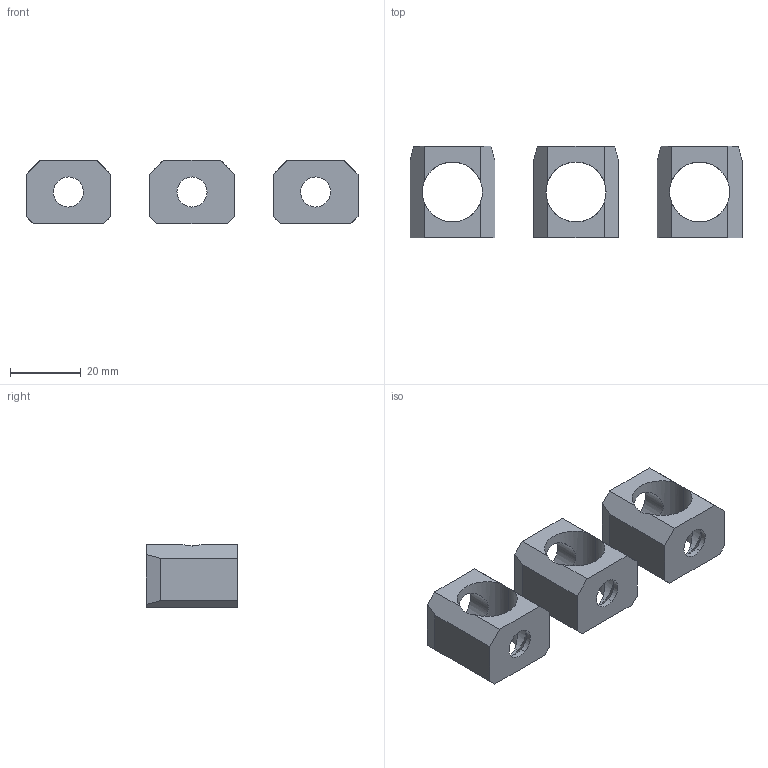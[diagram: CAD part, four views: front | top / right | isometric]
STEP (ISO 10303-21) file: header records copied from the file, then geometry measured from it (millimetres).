
FILE_DESCRIPTION(('CATIA V5 STEP Exchange'),'2;1');
FILE_NAME('1SDH001294R0097_1PA_001_00_A2_3p_FCCuAl_150mmq_inf.stp','2014-12-04T15:42:24+00:00',('none'),('none'),'CATIA Version 5 Release 20 SP 1 (IN-10)','CATIA V5 STEP AP214','none');
FILE_SCHEMA(('AUTOMOTIVE_DESIGN { 1 0 10303 214 1 1 1 1 }'));
Length unit declared in the file: millimetre
Products named in the file (1): 1SDH001294R0097_1PA_001_00_A2_3p_FCCuAl_150mmq_inf
Bounding box: 94 x 26 x 18 mm (x, y, z)
Volume: 16320.3 mm3; surface area: 9916.5 mm2
Topology: 3 solids, 3 shells, 69 faces, 186 edges, 120 vertices
Faces by surface type: plane 39, cylinder 24, cone 6
Entity records: 2375 total; most frequent: CARTESIAN_POINT 738, ORIENTED_EDGE 372, DIRECTION 244, EDGE_CURVE 186, VECTOR 120, LINE 120, VERTEX_POINT 120, EDGE_LOOP 84
